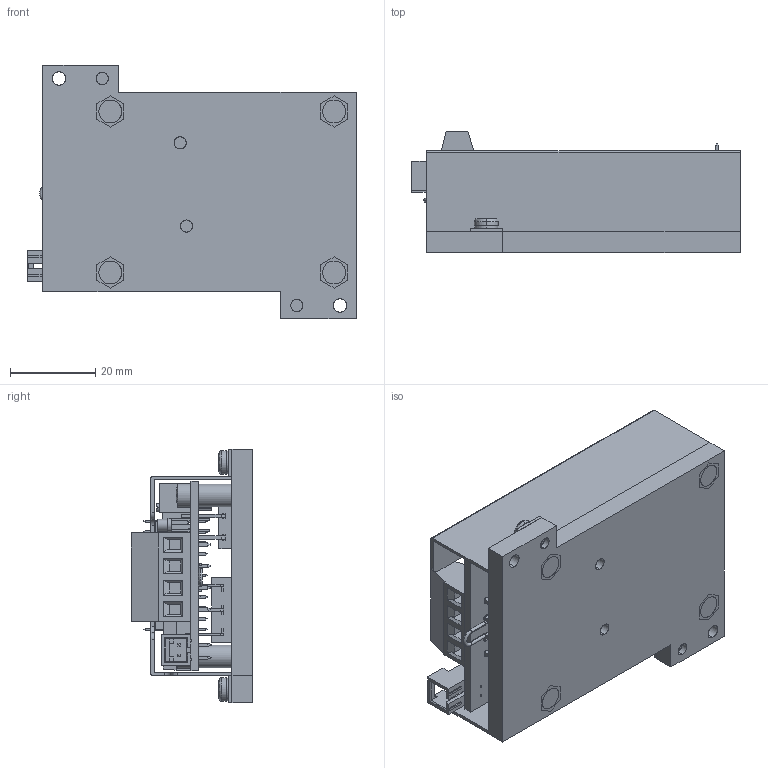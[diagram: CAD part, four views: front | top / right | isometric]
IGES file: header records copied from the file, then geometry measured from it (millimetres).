
Start section: SolidWorks IGES file using analytic representation for surfaces
Global section: file name: PLD10K-CH.IGS; native system: SolidWorks 2016; preprocessor: SolidWorks 2016; author: gniebel; date: 160405.130048; units: inch
Bounding box: 77.2 x 28.45 x 59.69 mm (x, y, z)
Surface area: 36554.7 mm2 (no closed solid volume)
Topology: 0 solids, 0 shells, 1156 faces, 12240 edges, 12236 vertices
Faces by surface type: bspline 830, revolution 326
